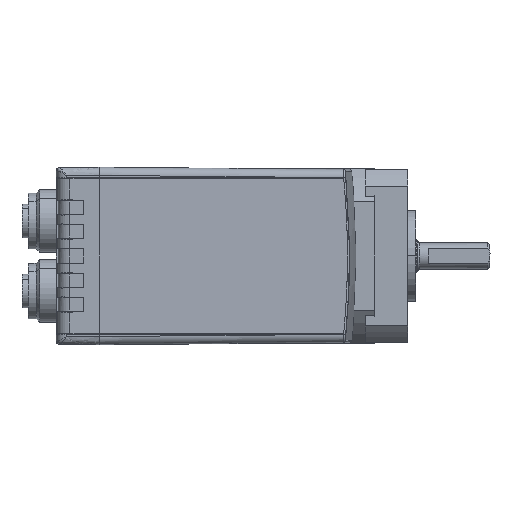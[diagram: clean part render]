
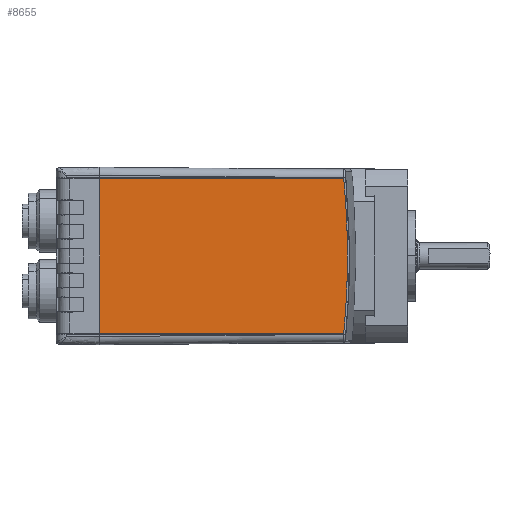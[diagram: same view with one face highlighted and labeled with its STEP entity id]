
A CAD part, left-side view. The second image highlights one B-rep face of the part: STEP entity #8655.
In plain terms, the highlighted planar face has unit normal (-1, -0.009, 0).
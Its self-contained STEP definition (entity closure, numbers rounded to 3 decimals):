
#83 = EDGE_CURVE ( 'NONE', #8136, #4260, #14569, .T. ) ;
#146 = DIRECTION ( 'NONE',  ( 1., 0.009, 0. ) ) ;
#734 = VECTOR ( 'NONE', #13107, 1000. ) ;
#832 = VECTOR ( 'NONE', #5040, 1000. ) ;
#1458 = CARTESIAN_POINT ( 'NONE',  ( -58.763, -15.729, 18.75 ) ) ;
#1653 = PLANE ( 'NONE',  #4499 ) ;
#1708 = CARTESIAN_POINT ( 'NONE',  ( -59.28, 43.498, -129.219 ) ) ;
#2121 = VERTEX_POINT ( 'NONE', #9078 ) ;
#2434 = DIRECTION ( 'NONE',  ( 0.009, -1., 0. ) ) ;
#2670 = EDGE_CURVE ( 'NONE', #10235, #8136, #6502, .T. ) ;
#2902 = CIRCLE ( 'NONE', #3994, 197.756 ) ;
#3200 = ORIENTED_EDGE ( 'NONE', *, *, #5576, .F. ) ;
#3317 = AXIS2_PLACEMENT_3D ( 'NONE', #9637, #146, #4930 ) ;
#3488 = FACE_OUTER_BOUND ( 'NONE', #4006, .T. ) ;
#3535 = DIRECTION ( 'NONE',  ( 1., 0.009, 0. ) ) ;
#3637 = CARTESIAN_POINT ( 'NONE',  ( -58.763, -15.729, -18.75 ) ) ;
#3994 = AXIS2_PLACEMENT_3D ( 'NONE', #5870, #3535, #2434 ) ;
#4006 = EDGE_LOOP ( 'NONE', ( #10817, #3200, #13866, #9768, #10195 ) ) ;
#4260 = VERTEX_POINT ( 'NONE', #8950 ) ;
#4499 = AXIS2_PLACEMENT_3D ( 'NONE', #1708, #13604, #5244 ) ;
#4723 = EDGE_CURVE ( 'NONE', #2121, #9194, #2902, .T. ) ;
#4930 = DIRECTION ( 'NONE',  ( 0.009, -1., 0. ) ) ;
#4959 = VECTOR ( 'NONE', #7224, 1000. ) ;
#5040 = DIRECTION ( 'NONE',  ( -0.009, 1., 0. ) ) ;
#5244 = DIRECTION ( 'NONE',  ( 0.009, -1., 0. ) ) ;
#5576 = EDGE_CURVE ( 'NONE', #9194, #10235, #11205, .T. ) ;
#5870 = CARTESIAN_POINT ( 'NONE',  ( -60.481, 181.129, 0. ) ) ;
#6502 = LINE ( 'NONE', #13060, #734 ) ;
#6658 = CARTESIAN_POINT ( 'NONE',  ( -59.28, 43.497, -18.75 ) ) ;
#7224 = DIRECTION ( 'NONE',  ( 0., 0., 1. ) ) ;
#8136 = VERTEX_POINT ( 'NONE', #6658 ) ;
#8655 = ADVANCED_FACE ( 'NONE', ( #3488 ), #1653, .T. ) ;
#8950 = CARTESIAN_POINT ( 'NONE',  ( -59.28, 43.497, 18.75 ) ) ;
#9078 = CARTESIAN_POINT ( 'NONE',  ( -58.763, -15.729, 18.75 ) ) ;
#9194 = VERTEX_POINT ( 'NONE', #12551 ) ;
#9637 = CARTESIAN_POINT ( 'NONE',  ( -60.481, 181.129, 0. ) ) ;
#9768 = ORIENTED_EDGE ( 'NONE', *, *, #10781, .T. ) ;
#10195 = ORIENTED_EDGE ( 'NONE', *, *, #83, .F. ) ;
#10235 = VERTEX_POINT ( 'NONE', #3637 ) ;
#10781 = EDGE_CURVE ( 'NONE', #2121, #4260, #13429, .T. ) ;
#10817 = ORIENTED_EDGE ( 'NONE', *, *, #2670, .F. ) ;
#11205 = CIRCLE ( 'NONE', #3317, 197.756 ) ;
#12551 = CARTESIAN_POINT ( 'NONE',  ( -58.755, -16.62, 0. ) ) ;
#13060 = CARTESIAN_POINT ( 'NONE',  ( -58.763, -15.729, -18.75 ) ) ;
#13100 = CARTESIAN_POINT ( 'NONE',  ( -59.28, 43.497, -129.219 ) ) ;
#13107 = DIRECTION ( 'NONE',  ( -0.009, 1., 0. ) ) ;
#13429 = LINE ( 'NONE', #1458, #832 ) ;
#13604 = DIRECTION ( 'NONE',  ( -1., -0.009, 0. ) ) ;
#13866 = ORIENTED_EDGE ( 'NONE', *, *, #4723, .F. ) ;
#14569 = LINE ( 'NONE', #13100, #4959 ) ;
